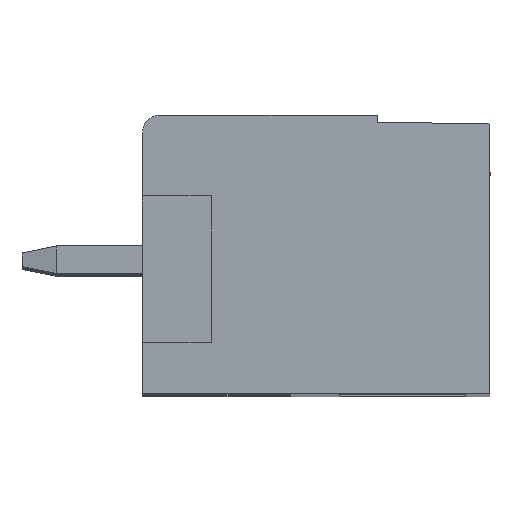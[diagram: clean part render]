
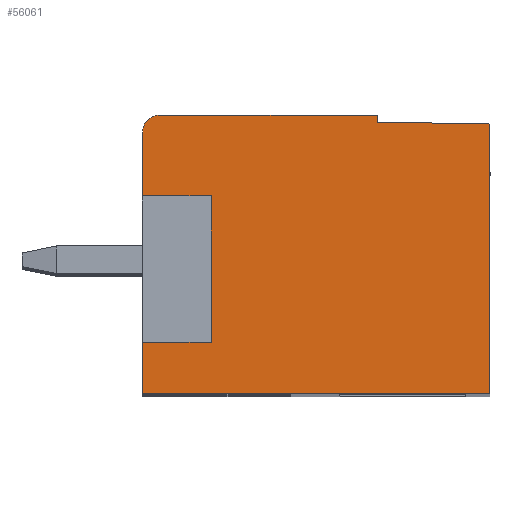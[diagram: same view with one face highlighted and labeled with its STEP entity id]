
A CAD part, top view. The second image highlights one B-rep face of the part: STEP entity #56061.
In plain terms, the highlighted planar face has unit normal (0, 0, 1).
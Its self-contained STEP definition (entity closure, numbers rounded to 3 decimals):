
#5=DIRECTION('',(0.,1.,0.));
#6=VECTOR('',#5,7.84);
#7=CARTESIAN_POINT('',(-10.615,0.099,168.212));
#8=LINE('',#7,#6);
#485=DIRECTION('',(0.,1.,0.));
#486=VECTOR('',#485,0.202);
#487=CARTESIAN_POINT('',(-13.889,7.997,168.212));
#488=LINE('',#487,#486);
#553=DIRECTION('',(0.,-1.,0.));
#554=VECTOR('',#553,1.85);
#555=CARTESIAN_POINT('',(-20.715,7.699,168.212));
#556=LINE('',#555,#554);
#569=DIRECTION('',(0.,-1.,0.));
#570=VECTOR('',#569,1.5);
#571=CARTESIAN_POINT('',(-20.715,1.599,168.212));
#572=LINE('',#571,#570);
#1993=DIRECTION('',(1.,0.,0.));
#1994=VECTOR('',#1993,10.1);
#1995=CARTESIAN_POINT('',(-20.715,0.099,
168.212));
#1996=LINE('',#1995,#1994);
#20192=DIRECTION('',(0.,1.,0.));
#20193=VECTOR('',#20192,4.25);
#20194=CARTESIAN_POINT('',(-18.715,1.599,
168.212));
#20195=LINE('',#20194,#20193);
#20196=DIRECTION('',(-1.,0.,0.));
#20197=VECTOR('',#20196,2.);
#20198=CARTESIAN_POINT('',(-18.715,5.849,
168.212));
#20199=LINE('',#20198,#20197);
#20200=CARTESIAN_POINT('',(-20.215,7.699,
168.212));
#20201=DIRECTION('',(0.,0.,-1.));
#20202=DIRECTION('',(-1.,0.,0.));
#20203=AXIS2_PLACEMENT_3D('',#20200,#20201,#20202);
#20205=DIRECTION('',(1.,0.,0.));
#20206=VECTOR('',#20205,6.326);
#20207=CARTESIAN_POINT('',(-20.215,8.199,
168.212));
#20208=LINE('',#20207,#20206);
#20209=DIRECTION('',(1.,-0.017,0.));
#20210=VECTOR('',#20209,3.274);
#20211=CARTESIAN_POINT('',(-13.889,7.997,
168.212));
#20212=LINE('',#20211,#20210);
#20213=DIRECTION('',(-1.,0.,0.));
#20214=VECTOR('',#20213,2.);
#20215=CARTESIAN_POINT('',(-18.715,1.599,
168.212));
#20216=LINE('',#20215,#20214);
#20237=CARTESIAN_POINT('',(-10.615,0.099,
168.212));
#20238=CARTESIAN_POINT('',(-10.615,7.94,
168.212));
#20239=VERTEX_POINT('',#20237);
#20240=VERTEX_POINT('',#20238);
#20313=CARTESIAN_POINT('',(-20.715,0.099,
168.212));
#20314=VERTEX_POINT('',#20313);
#20580=CARTESIAN_POINT('',(-13.889,7.997,
168.212));
#20581=VERTEX_POINT('',#20580);
#20582=CARTESIAN_POINT('',(-20.715,1.599,
168.212));
#20583=VERTEX_POINT('',#20582);
#20584=CARTESIAN_POINT('',(-18.715,1.599,
168.212));
#20585=VERTEX_POINT('',#20584);
#20586=CARTESIAN_POINT('',(-18.715,5.849,
168.212));
#20587=VERTEX_POINT('',#20586);
#20588=CARTESIAN_POINT('',(-20.715,5.849,
168.212));
#20589=VERTEX_POINT('',#20588);
#20590=CARTESIAN_POINT('',(-20.715,7.699,
168.212));
#20591=VERTEX_POINT('',#20590);
#20592=CARTESIAN_POINT('',(-20.215,8.199,
168.212));
#20593=VERTEX_POINT('',#20592);
#20594=CARTESIAN_POINT('',(-13.889,8.199,
168.212));
#20595=VERTEX_POINT('',#20594);
#56040=CARTESIAN_POINT('',(-10.615,0.099,
168.212));
#56041=DIRECTION('',(0.,0.,-1.));
#56042=DIRECTION('',(0.,1.,0.));
#56043=AXIS2_PLACEMENT_3D('',#56040,#56041,#56042);
#56044=PLANE('',#56043);
#56045=ORIENTED_EDGE('',*,*,#26479,.F.);
#56046=ORIENTED_EDGE('',*,*,#28908,.F.);
#56047=ORIENTED_EDGE('',*,*,#27004,.F.);
#56049=ORIENTED_EDGE('',*,*,#56048,.F.);
#56051=ORIENTED_EDGE('',*,*,#56050,.T.);
#56053=ORIENTED_EDGE('',*,*,#56052,.T.);
#56054=ORIENTED_EDGE('',*,*,#26996,.F.);
#56055=ORIENTED_EDGE('',*,*,#26961,.T.);
#56056=ORIENTED_EDGE('',*,*,#26946,.T.);
#56057=ORIENTED_EDGE('',*,*,#26931,.F.);
#56058=ORIENTED_EDGE('',*,*,#26916,.T.);
#56059=EDGE_LOOP('',(#56045,#56046,#56047,#56049,#56051,#56053,#56054,#56055,
#56056,#56057,#56058));
#56060=FACE_OUTER_BOUND('',#56059,.F.);
#20204=CIRCLE('',#20203,0.5);
#26479=EDGE_CURVE('',#20239,#20240,#8,.T.);
#26916=EDGE_CURVE('',#20581,#20240,#20212,.T.);
#26931=EDGE_CURVE('',#20581,#20595,#488,.T.);
#26946=EDGE_CURVE('',#20593,#20595,#20208,.T.);
#26961=EDGE_CURVE('',#20591,#20593,#20204,.T.);
#26996=EDGE_CURVE('',#20591,#20589,#556,.T.);
#27004=EDGE_CURVE('',#20583,#20314,#572,.T.);
#28908=EDGE_CURVE('',#20314,#20239,#1996,.T.);
#56048=EDGE_CURVE('',#20585,#20583,#20216,.T.);
#56050=EDGE_CURVE('',#20585,#20587,#20195,.T.);
#56052=EDGE_CURVE('',#20587,#20589,#20199,.T.);
#56061=ADVANCED_FACE('',(#56060),#56044,.F.);
